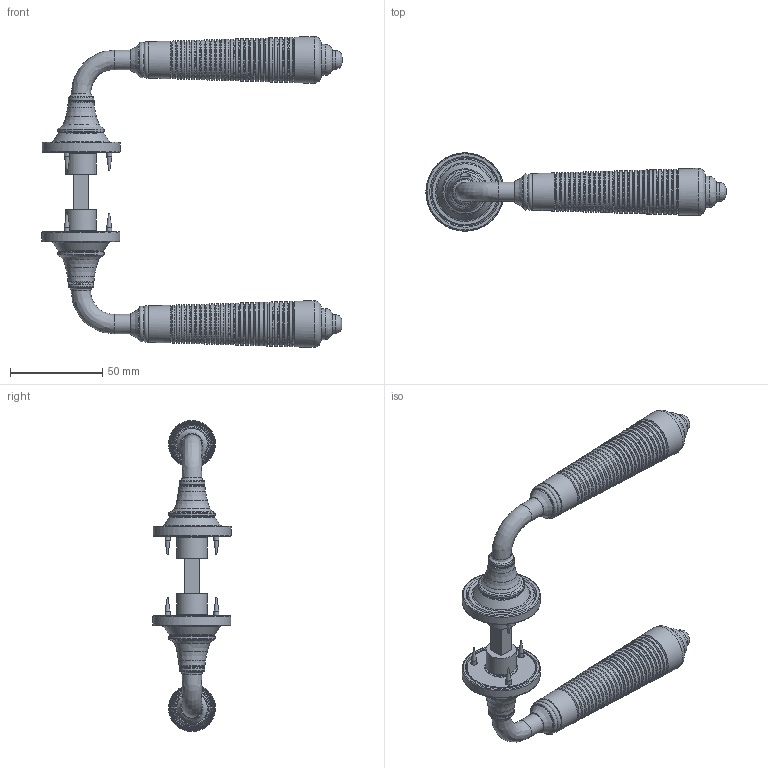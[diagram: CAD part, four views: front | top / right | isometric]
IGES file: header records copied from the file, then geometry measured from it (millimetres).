
Global section: file name: PK6974-B-R40; native system: Autodesk Inventor 2024; preprocessor: unknown; author: adaniels; date: 20250319.144042; units: millimetre
Bounding box: 162.49 x 42.25 x 168.38 mm (x, y, z)
Volume: 113921.1 mm3; surface area: 57047.4 mm2
Topology: 21 solids, 21 shells, 654 faces, 1826 edges, 1262 vertices
Faces by surface type: bspline 654
